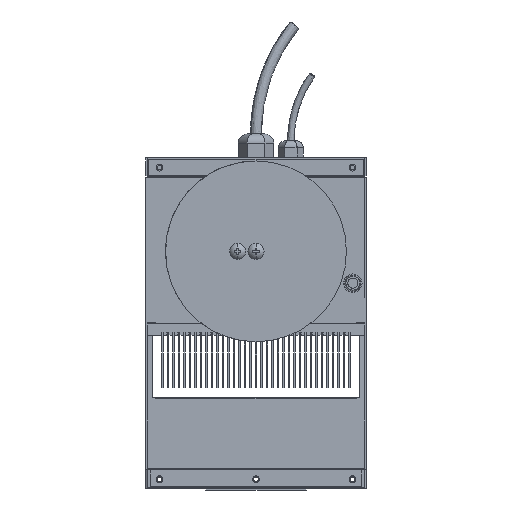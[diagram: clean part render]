
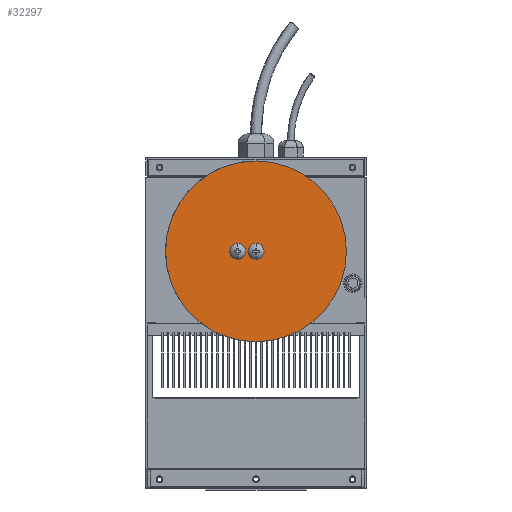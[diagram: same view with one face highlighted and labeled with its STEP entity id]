
A CAD part, front view. The second image highlights one B-rep face of the part: STEP entity #32297.
In plain terms, the highlighted planar face has unit normal (0, 1, 0).
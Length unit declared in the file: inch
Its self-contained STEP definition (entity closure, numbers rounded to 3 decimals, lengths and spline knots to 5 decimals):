
#599 = VERTEX_POINT ( 'NONE', #23192 ) ;
#1953 = CARTESIAN_POINT ( 'NONE',  ( 75.06962, -358.21409, 226.65655 ) ) ;
#3045 = FACE_OUTER_BOUND ( 'NONE', #51654, .T. ) ;
#3607 = DIRECTION ( 'NONE',  ( 0., 1., 0. ) ) ;
#4838 = CIRCLE ( 'NONE', #5738, 2.7686 ) ;
#5297 = AXIS2_PLACEMENT_3D ( 'NONE', #48494, #22734, #52735 ) ;
#5380 = AXIS2_PLACEMENT_3D ( 'NONE', #48300, #22549, #52557 ) ;
#5649 = AXIS2_PLACEMENT_3D ( 'NONE', #29650, #3607, #33950 ) ;
#5738 = AXIS2_PLACEMENT_3D ( 'NONE', #16546, #46822, #21082 ) ;
#5821 = AXIS2_PLACEMENT_3D ( 'NONE', #46296, #20503, #50589 ) ;
#6367 = EDGE_LOOP ( 'NONE', ( #47895, #50229 ) ) ;
#6561 = AXIS2_PLACEMENT_3D ( 'NONE', #22265, #52256, #26495 ) ;
#7835 = DIRECTION ( 'NONE',  ( 0., -1., 0. ) ) ;
#12762 = VERTEX_POINT ( 'NONE', #48912 ) ;
#15098 = CIRCLE ( 'NONE', #6561, 62.611 ) ;
#16546 = CARTESIAN_POINT ( 'NONE',  ( 75.06962, -358.21409, 164.04555 ) ) ;
#19096 = ORIENTED_EDGE ( 'NONE', *, *, #25690, .T. ) ;
#20230 = CARTESIAN_POINT ( 'NONE',  ( 72.30102, -358.21409, 164.04555 ) ) ;
#20503 = DIRECTION ( 'NONE',  ( 0., 1., 0. ) ) ;
#21082 = DIRECTION ( 'NONE',  ( -1., 0., 0. ) ) ;
#22265 = CARTESIAN_POINT ( 'NONE',  ( 75.06962, -358.21409, 164.04555 ) ) ;
#22549 = DIRECTION ( 'NONE',  ( 0., 1., 0. ) ) ;
#22598 = CARTESIAN_POINT ( 'NONE',  ( 75.06962, -358.21409, 101.43455 ) ) ;
#22734 = DIRECTION ( 'NONE',  ( 0., 1., 0. ) ) ;
#22777 = EDGE_LOOP ( 'NONE', ( #42984, #24315 ) ) ;
#23192 = CARTESIAN_POINT ( 'NONE',  ( 62.36962, -358.21409, 166.81415 ) ) ;
#24315 = ORIENTED_EDGE ( 'NONE', *, *, #26267, .F. ) ;
#25690 = EDGE_CURVE ( 'NONE', #35346, #44716, #15098, .T. ) ;
#26123 = EDGE_CURVE ( 'NONE', #44716, #35346, #32017, .T. ) ;
#26221 = FACE_BOUND ( 'NONE', #22777, .T. ) ;
#26264 = EDGE_CURVE ( 'NONE', #53284, #33171, #4838, .T. ) ;
#26267 = EDGE_CURVE ( 'NONE', #33171, #53284, #27984, .T. ) ;
#26443 = EDGE_CURVE ( 'NONE', #599, #12762, #29977, .T. ) ;
#26495 = DIRECTION ( 'NONE',  ( 0., 0., -1. ) ) ;
#26498 = EDGE_CURVE ( 'NONE', #12762, #599, #31317, .T. ) ;
#27984 = CIRCLE ( 'NONE', #5649, 2.7686 ) ;
#29650 = CARTESIAN_POINT ( 'NONE',  ( 75.06962, -358.21409, 164.04555 ) ) ;
#29977 = CIRCLE ( 'NONE', #5380, 2.7686 ) ;
#30914 = CARTESIAN_POINT ( 'NONE',  ( 77.83822, -358.21409, 164.04555 ) ) ;
#31317 = CIRCLE ( 'NONE', #5297, 2.7686 ) ;
#32017 = CIRCLE ( 'NONE', #5821, 62.611 ) ;
#32297 = ADVANCED_FACE ( 'NONE', ( #26221, #49172, #3045 ), #50978, .F. ) ;
#33171 = VERTEX_POINT ( 'NONE', #30914 ) ;
#33950 = DIRECTION ( 'NONE',  ( -1., 0., 0. ) ) ;
#35346 = VERTEX_POINT ( 'NONE', #22598 ) ;
#37977 = CARTESIAN_POINT ( 'NONE',  ( 66.08936, -358.21409, 173.0258 ) ) ;
#38167 = DIRECTION ( 'NONE',  ( 0., 0., -1. ) ) ;
#42984 = ORIENTED_EDGE ( 'NONE', *, *, #26264, .F. ) ;
#44716 = VERTEX_POINT ( 'NONE', #1953 ) ;
#46296 = CARTESIAN_POINT ( 'NONE',  ( 75.06962, -358.21409, 164.04555 ) ) ;
#46822 = DIRECTION ( 'NONE',  ( 0., 1., 0. ) ) ;
#47895 = ORIENTED_EDGE ( 'NONE', *, *, #26443, .F. ) ;
#48300 = CARTESIAN_POINT ( 'NONE',  ( 62.36962, -358.21409, 164.04555 ) ) ;
#48494 = CARTESIAN_POINT ( 'NONE',  ( 62.36962, -358.21409, 164.04555 ) ) ;
#48912 = CARTESIAN_POINT ( 'NONE',  ( 62.36962, -358.21409, 161.27695 ) ) ;
#49172 = FACE_BOUND ( 'NONE', #6367, .T. ) ;
#50229 = ORIENTED_EDGE ( 'NONE', *, *, #26498, .F. ) ;
#50589 = DIRECTION ( 'NONE',  ( 0., 0., -1. ) ) ;
#50978 = PLANE ( 'NONE',  #53221 ) ;
#51654 = EDGE_LOOP ( 'NONE', ( #19096, #55007 ) ) ;
#52256 = DIRECTION ( 'NONE',  ( 0., 1., 0. ) ) ;
#52557 = DIRECTION ( 'NONE',  ( 0., 0., 1. ) ) ;
#52735 = DIRECTION ( 'NONE',  ( 0., 0., 1. ) ) ;
#53221 = AXIS2_PLACEMENT_3D ( 'NONE', #37977, #7835, #38167 ) ;
#53284 = VERTEX_POINT ( 'NONE', #20230 ) ;
#55007 = ORIENTED_EDGE ( 'NONE', *, *, #26123, .T. ) ;
